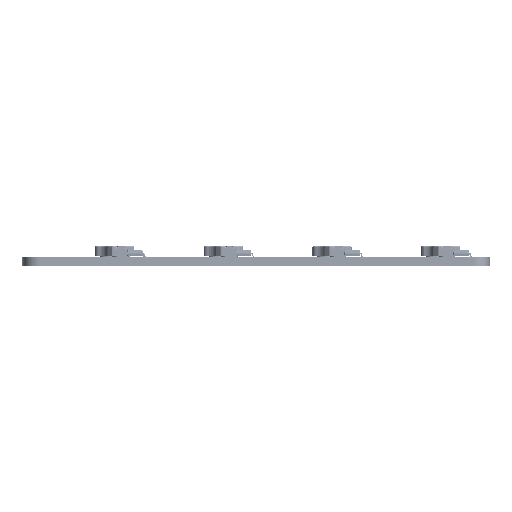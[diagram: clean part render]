
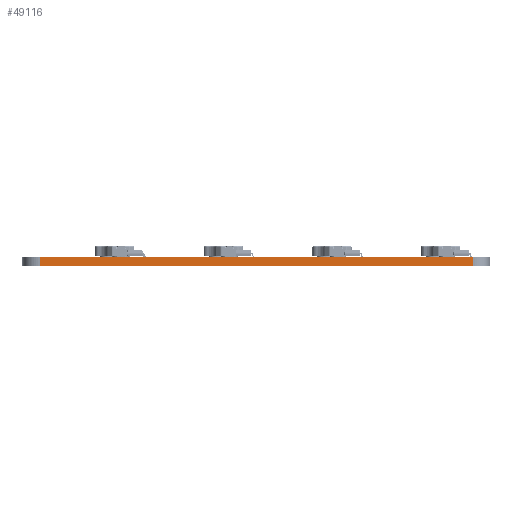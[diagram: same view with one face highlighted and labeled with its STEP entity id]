
A CAD part, left-side view. The second image highlights one B-rep face of the part: STEP entity #49116.
In plain terms, the highlighted planar face has unit normal (-1, -0.001, 0).
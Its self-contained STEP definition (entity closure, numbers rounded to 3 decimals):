
#27634 = PLANE('',#27635);
#27635 = AXIS2_PLACEMENT_3D('',#27636,#27637,#27638);
#27636 = CARTESIAN_POINT('',(173.441,-92.622,1.58));
#27637 = DIRECTION('',(-0.,-0.,-1.));
#27638 = DIRECTION('',(-1.,0.,0.));
#27688 = PLANE('',#27689);
#27689 = AXIS2_PLACEMENT_3D('',#27690,#27691,#27692);
#27690 = CARTESIAN_POINT('',(173.441,-92.622,0.));
#27691 = DIRECTION('',(-0.,-0.,-1.));
#27692 = DIRECTION('',(-1.,0.,0.));
#28973 = VERTEX_POINT('',#28974);
#28974 = CARTESIAN_POINT('',(56.585,-130.499,0.));
#28988 = PLANE('',#28989);
#28989 = AXIS2_PLACEMENT_3D('',#28990,#28991,#28992);
#28990 = CARTESIAN_POINT('',(56.594,-130.829,0.));
#28991 = DIRECTION('',(-1.,-0.027,0.));
#28992 = DIRECTION('',(-0.027,1.,0.));
#29000 = EDGE_CURVE('',#28973,#29001,#29003,.T.);
#29001 = VERTEX_POINT('',#29002);
#29002 = CARTESIAN_POINT('',(56.507,-54.8,0.));
#29003 = SURFACE_CURVE('',#29004,(#29008,#29015),.PCURVE_S1.);
#29004 = LINE('',#29005,#29006);
#29005 = CARTESIAN_POINT('',(56.585,-130.499,0.));
#29006 = VECTOR('',#29007,1.);
#29007 = DIRECTION('',(-0.001,1.,0.));
#29008 = PCURVE('',#27688,#29009);
#29009 = DEFINITIONAL_REPRESENTATION('',(#29010),#29014);
#29010 = LINE('',#29011,#29012);
#29011 = CARTESIAN_POINT('',(116.857,-37.877));
#29012 = VECTOR('',#29013,1.);
#29013 = DIRECTION('',(0.001,1.));
#29014 = ( GEOMETRIC_REPRESENTATION_CONTEXT(2) 
PARAMETRIC_REPRESENTATION_CONTEXT() REPRESENTATION_CONTEXT('2D SPACE',''
  ) );
#29015 = PCURVE('',#29016,#29021);
#29016 = PLANE('',#29017);
#29017 = AXIS2_PLACEMENT_3D('',#29018,#29019,#29020);
#29018 = CARTESIAN_POINT('',(56.585,-130.499,0.));
#29019 = DIRECTION('',(-1.,-0.001,0.));
#29020 = DIRECTION('',(-0.001,1.,0.));
#29021 = DEFINITIONAL_REPRESENTATION('',(#29022),#29026);
#29022 = LINE('',#29023,#29024);
#29023 = CARTESIAN_POINT('',(0.,0.));
#29024 = VECTOR('',#29025,1.);
#29025 = DIRECTION('',(1.,0.));
#29026 = ( GEOMETRIC_REPRESENTATION_CONTEXT(2) 
PARAMETRIC_REPRESENTATION_CONTEXT() REPRESENTATION_CONTEXT('2D SPACE',''
  ) );
#29044 = PLANE('',#29045);
#29045 = AXIS2_PLACEMENT_3D('',#29046,#29047,#29048);
#29046 = CARTESIAN_POINT('',(56.507,-54.8,0.));
#29047 = DIRECTION('',(-0.998,0.057,0.));
#29048 = DIRECTION('',(0.057,0.998,0.));
#39818 = VERTEX_POINT('',#39819);
#39819 = CARTESIAN_POINT('',(56.585,-130.499,1.58));
#39840 = EDGE_CURVE('',#39818,#39841,#39843,.T.);
#39841 = VERTEX_POINT('',#39842);
#39842 = CARTESIAN_POINT('',(56.507,-54.8,1.58));
#39843 = SURFACE_CURVE('',#39844,(#39848,#39855),.PCURVE_S1.);
#39844 = LINE('',#39845,#39846);
#39845 = CARTESIAN_POINT('',(56.585,-130.499,1.58));
#39846 = VECTOR('',#39847,1.);
#39847 = DIRECTION('',(-0.001,1.,0.));
#39848 = PCURVE('',#27634,#39849);
#39849 = DEFINITIONAL_REPRESENTATION('',(#39850),#39854);
#39850 = LINE('',#39851,#39852);
#39851 = CARTESIAN_POINT('',(116.857,-37.877));
#39852 = VECTOR('',#39853,1.);
#39853 = DIRECTION('',(0.001,1.));
#39854 = ( GEOMETRIC_REPRESENTATION_CONTEXT(2) 
PARAMETRIC_REPRESENTATION_CONTEXT() REPRESENTATION_CONTEXT('2D SPACE',''
  ) );
#39855 = PCURVE('',#29016,#39856);
#39856 = DEFINITIONAL_REPRESENTATION('',(#39857),#39861);
#39857 = LINE('',#39858,#39859);
#39858 = CARTESIAN_POINT('',(0.,-1.58));
#39859 = VECTOR('',#39860,1.);
#39860 = DIRECTION('',(1.,0.));
#39861 = ( GEOMETRIC_REPRESENTATION_CONTEXT(2) 
PARAMETRIC_REPRESENTATION_CONTEXT() REPRESENTATION_CONTEXT('2D SPACE',''
  ) );
#49066 = EDGE_CURVE('',#29001,#39841,#49067,.T.);
#49067 = SURFACE_CURVE('',#49068,(#49072,#49079),.PCURVE_S1.);
#49068 = LINE('',#49069,#49070);
#49069 = CARTESIAN_POINT('',(56.507,-54.8,0.));
#49070 = VECTOR('',#49071,1.);
#49071 = DIRECTION('',(0.,0.,1.));
#49072 = PCURVE('',#29044,#49073);
#49073 = DEFINITIONAL_REPRESENTATION('',(#49074),#49078);
#49074 = LINE('',#49075,#49076);
#49075 = CARTESIAN_POINT('',(0.,0.));
#49076 = VECTOR('',#49077,1.);
#49077 = DIRECTION('',(0.,-1.));
#49078 = ( GEOMETRIC_REPRESENTATION_CONTEXT(2) 
PARAMETRIC_REPRESENTATION_CONTEXT() REPRESENTATION_CONTEXT('2D SPACE',''
  ) );
#49079 = PCURVE('',#29016,#49080);
#49080 = DEFINITIONAL_REPRESENTATION('',(#49081),#49085);
#49081 = LINE('',#49082,#49083);
#49082 = CARTESIAN_POINT('',(75.699,0.));
#49083 = VECTOR('',#49084,1.);
#49084 = DIRECTION('',(0.,-1.));
#49085 = ( GEOMETRIC_REPRESENTATION_CONTEXT(2) 
PARAMETRIC_REPRESENTATION_CONTEXT() REPRESENTATION_CONTEXT('2D SPACE',''
  ) );
#49116 = ADVANCED_FACE('',(#49117),#29016,.T.);
#49117 = FACE_BOUND('',#49118,.T.);
#49118 = EDGE_LOOP('',(#49119,#49140,#49141,#49142));
#49119 = ORIENTED_EDGE('',*,*,#49120,.T.);
#49120 = EDGE_CURVE('',#28973,#39818,#49121,.T.);
#49121 = SURFACE_CURVE('',#49122,(#49126,#49133),.PCURVE_S1.);
#49122 = LINE('',#49123,#49124);
#49123 = CARTESIAN_POINT('',(56.585,-130.499,0.));
#49124 = VECTOR('',#49125,1.);
#49125 = DIRECTION('',(0.,0.,1.));
#49126 = PCURVE('',#29016,#49127);
#49127 = DEFINITIONAL_REPRESENTATION('',(#49128),#49132);
#49128 = LINE('',#49129,#49130);
#49129 = CARTESIAN_POINT('',(0.,0.));
#49130 = VECTOR('',#49131,1.);
#49131 = DIRECTION('',(0.,-1.));
#49132 = ( GEOMETRIC_REPRESENTATION_CONTEXT(2) 
PARAMETRIC_REPRESENTATION_CONTEXT() REPRESENTATION_CONTEXT('2D SPACE',''
  ) );
#49133 = PCURVE('',#28988,#49134);
#49134 = DEFINITIONAL_REPRESENTATION('',(#49135),#49139);
#49135 = LINE('',#49136,#49137);
#49136 = CARTESIAN_POINT('',(0.331,0.));
#49137 = VECTOR('',#49138,1.);
#49138 = DIRECTION('',(0.,-1.));
#49139 = ( GEOMETRIC_REPRESENTATION_CONTEXT(2) 
PARAMETRIC_REPRESENTATION_CONTEXT() REPRESENTATION_CONTEXT('2D SPACE',''
  ) );
#49140 = ORIENTED_EDGE('',*,*,#39840,.T.);
#49141 = ORIENTED_EDGE('',*,*,#49066,.F.);
#49142 = ORIENTED_EDGE('',*,*,#29000,.F.);
